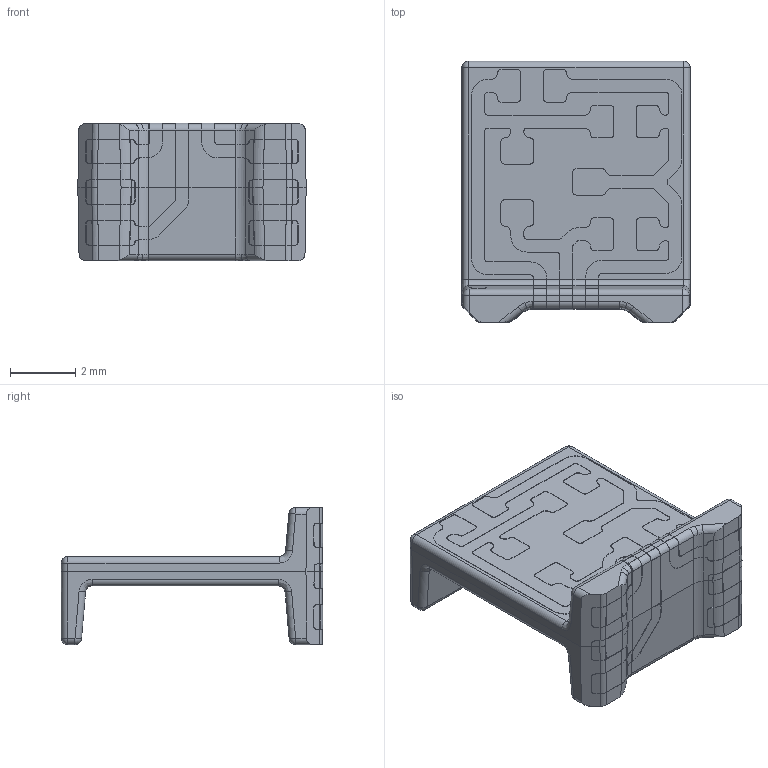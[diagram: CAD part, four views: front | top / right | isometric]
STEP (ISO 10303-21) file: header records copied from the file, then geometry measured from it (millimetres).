
FILE_DESCRIPTION (( 'STEP AP214' ), '1' );
FILE_NAME ('20220221_78010300006.STEP', '2022-02-21T09:17:46', ( '' ), ( '' ), 'SwSTEP 2.0', 'SolidWorks 2021', '' );
FILE_SCHEMA (( 'AUTOMOTIVE_DESIGN' ));
Length unit declared in the file: millimetre
Products named in the file (3): Carrier_BT807042 Bauteiltraeger 8-SIOC; 78010300006-M; 20220221_78010300006
Assembly tree (2 placements, depth 2):
  20220221_78010300006
    Carrier_BT807042 Bauteiltraeger 8-SIOC
    78010300006-M
Bounding box: 7 x 8.01 x 4.21 mm (x, y, z)
Volume: 76 mm3; surface area: 266.9 mm2
Topology: 8 solids, 8 shells, 517 faces, 1309 edges, 804 vertices
Faces by surface type: plane 217, cylinder 190, bspline 100, sphere 10
Entity records: 16754 total; most frequent: CARTESIAN_POINT 5161, ORIENTED_EDGE 2610, DIRECTION 2147, EDGE_CURVE 1305, VERTEX_POINT 804, VECTOR 771, LINE 771, AXIS2_PLACEMENT_3D 688
